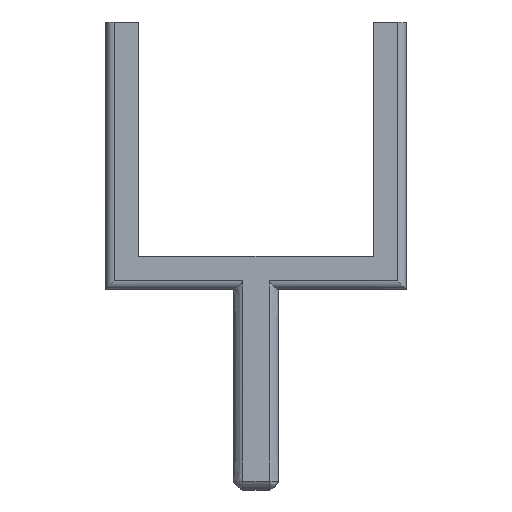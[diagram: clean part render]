
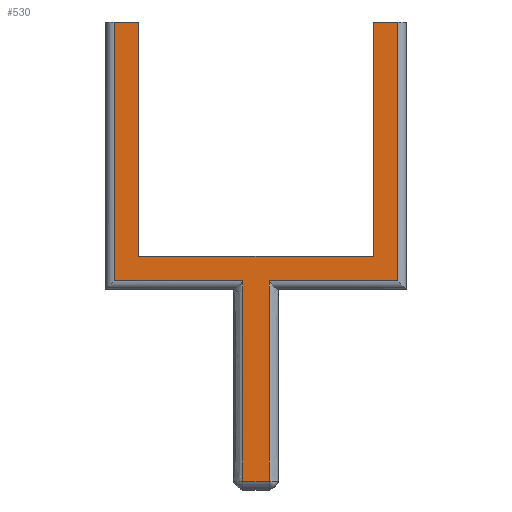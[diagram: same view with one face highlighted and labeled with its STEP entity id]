
A CAD part, top view. The second image highlights one B-rep face of the part: STEP entity #530.
In plain terms, the highlighted planar face has unit normal (0, 0, 1).
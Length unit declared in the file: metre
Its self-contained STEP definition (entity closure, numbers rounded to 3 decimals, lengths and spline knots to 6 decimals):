
#50=B_SPLINE_CURVE_WITH_KNOTS('',3,(#814,#815,#816,#817),.UNSPECIFIED.,
 .F.,.F.,(4,4),(0.,1.),.UNSPECIFIED.);
#51=B_SPLINE_CURVE_WITH_KNOTS('',3,(#819,#820,#821,#822),.UNSPECIFIED.,
 .F.,.F.,(4,4),(0.,1.),.UNSPECIFIED.);
#52=B_SPLINE_CURVE_WITH_KNOTS('',3,(#824,#825,#826,#827),.UNSPECIFIED.,
 .F.,.F.,(4,4),(0.,1.),.UNSPECIFIED.);
#53=B_SPLINE_CURVE_WITH_KNOTS('',3,(#829,#830,#831,#832),.UNSPECIFIED.,
 .F.,.F.,(4,4),(0.,1.),.UNSPECIFIED.);
#54=B_SPLINE_CURVE_WITH_KNOTS('',3,(#834,#835,#836,#837),.UNSPECIFIED.,
 .F.,.F.,(4,4),(0.,1.),.UNSPECIFIED.);
#128=ORIENTED_EDGE('',*,*,#278,.T.);
#129=ORIENTED_EDGE('',*,*,#279,.T.);
#130=ORIENTED_EDGE('',*,*,#280,.T.);
#131=ORIENTED_EDGE('',*,*,#281,.T.);
#132=ORIENTED_EDGE('',*,*,#282,.T.);
#133=ORIENTED_EDGE('',*,*,#283,.T.);
#134=ORIENTED_EDGE('',*,*,#284,.T.);
#135=ORIENTED_EDGE('',*,*,#285,.T.);
#136=ORIENTED_EDGE('',*,*,#260,.F.);
#137=ORIENTED_EDGE('',*,*,#264,.T.);
#138=ORIENTED_EDGE('',*,*,#267,.T.);
#139=ORIENTED_EDGE('',*,*,#270,.F.);
#140=ORIENTED_EDGE('',*,*,#275,.F.);
#141=ORIENTED_EDGE('',*,*,#286,.T.);
#260=EDGE_CURVE('',#336,#337,#377,.T.);
#264=EDGE_CURVE('',#336,#339,#380,.T.);
#267=EDGE_CURVE('',#339,#341,#383,.T.);
#270=EDGE_CURVE('',#343,#341,#386,.T.);
#275=EDGE_CURVE('',#347,#343,#389,.T.);
#278=EDGE_CURVE('',#348,#349,#392,.F.);
#279=EDGE_CURVE('',#349,#350,#50,.T.);
#280=EDGE_CURVE('',#350,#351,#51,.T.);
#281=EDGE_CURVE('',#351,#352,#52,.T.);
#282=EDGE_CURVE('',#352,#353,#53,.T.);
#283=EDGE_CURVE('',#353,#354,#54,.T.);
#284=EDGE_CURVE('',#354,#355,#393,.F.);
#285=EDGE_CURVE('',#355,#337,#394,.F.);
#286=EDGE_CURVE('',#347,#348,#395,.T.);
#336=VERTEX_POINT('',#775);
#337=VERTEX_POINT('',#777);
#339=VERTEX_POINT('',#783);
#341=VERTEX_POINT('',#789);
#343=VERTEX_POINT('',#795);
#347=VERTEX_POINT('',#805);
#348=VERTEX_POINT('',#812);
#349=VERTEX_POINT('',#813);
#350=VERTEX_POINT('',#818);
#351=VERTEX_POINT('',#823);
#352=VERTEX_POINT('',#828);
#353=VERTEX_POINT('',#833);
#354=VERTEX_POINT('',#838);
#355=VERTEX_POINT('',#840);
#377=LINE('',#776,#413);
#380=LINE('',#784,#416);
#383=LINE('',#790,#419);
#386=LINE('',#796,#422);
#389=LINE('',#806,#425);
#392=LINE('',#811,#428);
#393=LINE('',#839,#429);
#394=LINE('',#841,#430);
#395=LINE('',#842,#431);
#413=VECTOR('',#626,1.);
#416=VECTOR('',#633,1.);
#419=VECTOR('',#638,1.);
#422=VECTOR('',#643,1.);
#425=VECTOR('',#652,1.);
#428=VECTOR('',#659,1.);
#429=VECTOR('',#660,1.);
#430=VECTOR('',#661,1.);
#431=VECTOR('',#662,1.);
#448=EDGE_LOOP('',(#128,#129,#130,#131,#132,#133,#134,#135,#136,#137,#138,
#139,#140,#141));
#482=FACE_BOUND('',#448,.T.);
#516=PLANE('',#581);
#530=ADVANCED_FACE('',(#482),#516,.T.);
#581=AXIS2_PLACEMENT_3D('',#810,#657,#658);
#626=DIRECTION('',(1.,0.,0.));
#633=DIRECTION('',(0.,-1.,0.));
#638=DIRECTION('',(-1.,0.,0.));
#643=DIRECTION('',(0.,-1.,0.));
#652=DIRECTION('',(1.,0.,0.));
#657=DIRECTION('',(0.,0.,1.));
#658=DIRECTION('',(1.,0.,0.));
#659=DIRECTION('',(-1.,0.,0.));
#660=DIRECTION('',(-1.,0.,0.));
#661=DIRECTION('',(0.,-1.,0.));
#662=DIRECTION('',(0.,-1.,0.));
#775=CARTESIAN_POINT('',(0.0525,0.0525,0.01));
#776=CARTESIAN_POINT('',(0.06,0.0525,0.01));
#777=CARTESIAN_POINT('',(0.0635,0.0525,0.01));
#783=CARTESIAN_POINT('',(0.0525,-0.0525,0.01));
#784=CARTESIAN_POINT('',(0.0525,0.,0.01));
#789=CARTESIAN_POINT('',(-0.0525,-0.0525,0.01));
#790=CARTESIAN_POINT('',(0.,-0.0525,0.01));
#795=CARTESIAN_POINT('',(-0.0525,0.0525,0.01));
#796=CARTESIAN_POINT('',(-0.0525,0.,0.01));
#805=CARTESIAN_POINT('',(-0.0635,0.0525,0.01));
#806=CARTESIAN_POINT('',(-0.06,0.0525,0.01));
#810=CARTESIAN_POINT('',(0.,-0.052488,0.01));
#811=CARTESIAN_POINT('',(0.,-0.0635,0.01));
#812=CARTESIAN_POINT('',(-0.0635,-0.0635,0.01));
#813=CARTESIAN_POINT('',(-0.006,-0.0635,0.01));
#814=CARTESIAN_POINT('',(-0.006,-0.0635,0.01));
#815=CARTESIAN_POINT('',(-0.006,-0.064833,0.01));
#816=CARTESIAN_POINT('',(-0.006,-0.066167,0.01));
#817=CARTESIAN_POINT('',(-0.006,-0.0675,0.01));
#818=CARTESIAN_POINT('',(-0.006,-0.0675,0.01));
#819=CARTESIAN_POINT('',(-0.006,-0.0675,0.01));
#820=CARTESIAN_POINT('',(-0.006,-0.096159,0.01));
#821=CARTESIAN_POINT('',(-0.006,-0.124817,0.01));
#822=CARTESIAN_POINT('',(-0.006,-0.153476,0.01));
#823=CARTESIAN_POINT('',(-0.006,-0.153476,0.01));
#824=CARTESIAN_POINT('',(-0.006,-0.153476,0.01));
#825=CARTESIAN_POINT('',(-0.002,-0.153476,0.01));
#826=CARTESIAN_POINT('',(0.002,-0.153476,0.01));
#827=CARTESIAN_POINT('',(0.006,-0.153476,0.01));
#828=CARTESIAN_POINT('',(0.006,-0.153476,0.01));
#829=CARTESIAN_POINT('',(0.006,-0.153476,0.01));
#830=CARTESIAN_POINT('',(0.006,-0.124817,0.01));
#831=CARTESIAN_POINT('',(0.006,-0.096159,0.01));
#832=CARTESIAN_POINT('',(0.006,-0.0675,0.01));
#833=CARTESIAN_POINT('',(0.006,-0.0675,0.01));
#834=CARTESIAN_POINT('',(0.006,-0.0675,0.01));
#835=CARTESIAN_POINT('',(0.006,-0.066167,0.01));
#836=CARTESIAN_POINT('',(0.006,-0.064833,0.01));
#837=CARTESIAN_POINT('',(0.006,-0.0635,0.01));
#838=CARTESIAN_POINT('',(0.006,-0.0635,0.01));
#839=CARTESIAN_POINT('',(0.,-0.0635,0.01));
#840=CARTESIAN_POINT('',(0.0635,-0.0635,0.01));
#841=CARTESIAN_POINT('',(0.0635,-0.052488,0.01));
#842=CARTESIAN_POINT('',(-0.0635,-0.0675,0.01));
